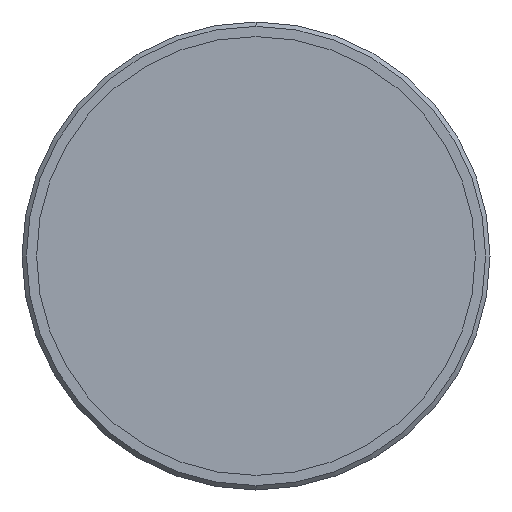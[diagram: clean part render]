
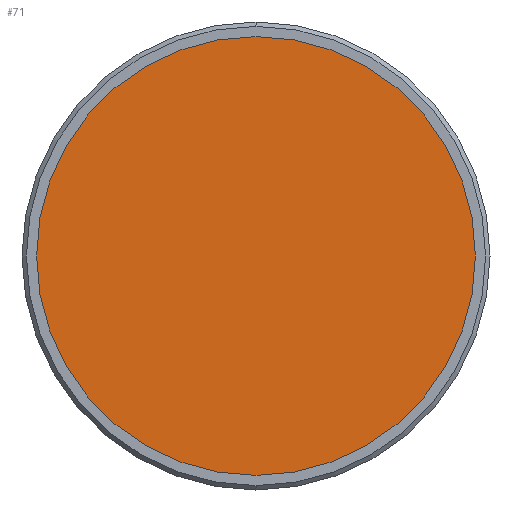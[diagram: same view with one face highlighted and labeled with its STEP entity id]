
A CAD part, left-side view. The second image highlights one B-rep face of the part: STEP entity #71.
In plain terms, the highlighted planar face has unit normal (-1, 0, 0).
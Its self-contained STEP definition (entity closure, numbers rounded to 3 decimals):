
#1 = DIRECTION ( 'NONE',  ( -1., 0., 0. ) ) ;
#27 = DIRECTION ( 'NONE',  ( -1., 0., 0. ) ) ;
#43 = AXIS2_PLACEMENT_3D ( 'NONE', #640, #900, #553 ) ;
#71 = ADVANCED_FACE ( 'NONE', ( #421 ), #300, .T. ) ;
#85 = CIRCLE ( 'NONE', #210, 15. ) ;
#103 = ORIENTED_EDGE ( 'NONE', *, *, #1010, .T. ) ;
#187 = DIRECTION ( 'NONE',  ( 0., 0., 1. ) ) ;
#210 = AXIS2_PLACEMENT_3D ( 'NONE', #1020, #1, #187 ) ;
#300 = PLANE ( 'NONE',  #43 ) ;
#318 = CARTESIAN_POINT ( 'NONE',  ( 2.5, 0., 15. ) ) ;
#421 = FACE_OUTER_BOUND ( 'NONE', #859, .T. ) ;
#442 = VERTEX_POINT ( 'NONE', #1056 ) ;
#473 = ORIENTED_EDGE ( 'NONE', *, *, #899, .T. ) ;
#553 = DIRECTION ( 'NONE',  ( 0., 0., 1. ) ) ;
#577 = VERTEX_POINT ( 'NONE', #318 ) ;
#619 = DIRECTION ( 'NONE',  ( 0., 0., 1. ) ) ;
#640 = CARTESIAN_POINT ( 'NONE',  ( 2.5, 0., 0. ) ) ;
#757 = AXIS2_PLACEMENT_3D ( 'NONE', #1037, #27, #619 ) ;
#853 = CIRCLE ( 'NONE', #757, 15. ) ;
#859 = EDGE_LOOP ( 'NONE', ( #103, #473 ) ) ;
#899 = EDGE_CURVE ( 'NONE', #442, #577, #85, .T. ) ;
#900 = DIRECTION ( 'NONE',  ( -1., 0., 0. ) ) ;
#1010 = EDGE_CURVE ( 'NONE', #577, #442, #853, .T. ) ;
#1020 = CARTESIAN_POINT ( 'NONE',  ( 2.5, 0., 0. ) ) ;
#1037 = CARTESIAN_POINT ( 'NONE',  ( 2.5, 0., 0. ) ) ;
#1056 = CARTESIAN_POINT ( 'NONE',  ( 2.5, 0., -15. ) ) ;
